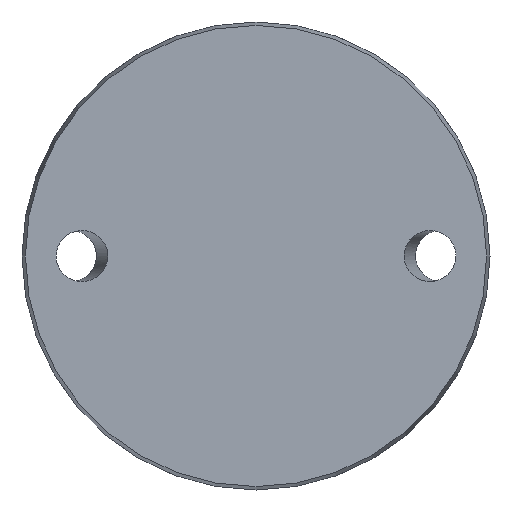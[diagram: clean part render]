
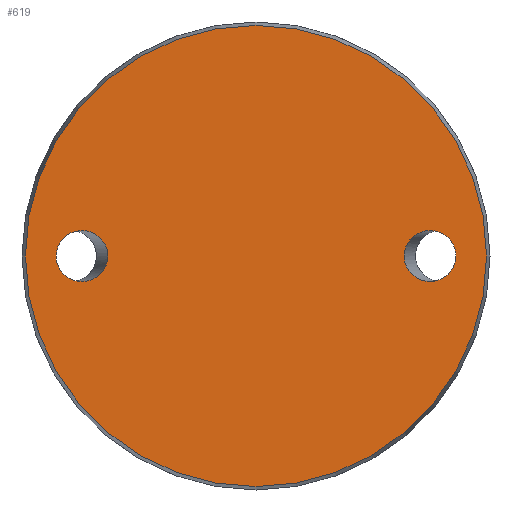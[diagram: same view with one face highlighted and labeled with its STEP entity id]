
A CAD part, front view. The second image highlights one B-rep face of the part: STEP entity #619.
In plain terms, the highlighted planar face has unit normal (0, -1, 0).
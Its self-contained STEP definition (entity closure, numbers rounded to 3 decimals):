
#2 = ORIENTED_EDGE ( 'NONE', *, *, #493, .T. ) ;
#12 = CARTESIAN_POINT ( 'NONE',  ( -33.309, 0., 0. ) ) ;
#18 = VERTEX_POINT ( 'NONE', #29 ) ;
#29 = CARTESIAN_POINT ( 'NONE',  ( -33.309, 0., 0. ) ) ;
#45 = CARTESIAN_POINT ( 'NONE',  ( 24.691, 0., -8.5 ) ) ;
#73 = CARTESIAN_POINT ( 'NONE',  ( -33.309, 0., -8.5 ) ) ;
#122 = EDGE_CURVE ( 'NONE', #18, #18, #500, .T. ) ;
#127 = CARTESIAN_POINT ( 'NONE',  ( 24.691, 0., 8.5 ) ) ;
#135 = DIRECTION ( 'NONE',  ( 0., 0., 1. ) ) ;
#145 = CARTESIAN_POINT ( 'NONE',  ( -24.691, 0., 0. ) ) ;
#149 = FACE_OUTER_BOUND ( 'NONE', #344, .T. ) ;
#173 = CARTESIAN_POINT ( 'NONE',  ( 0., 0., 0. ) ) ;
#187 = ORIENTED_EDGE ( 'NONE', *, *, #122, .T. ) ;
#204 = CARTESIAN_POINT ( 'NONE',  ( -33.309, 0., 0. ) ) ;
#243 = CARTESIAN_POINT ( 'NONE',  ( 33.309, 0., 8.5 ) ) ;
#251 = CARTESIAN_POINT ( 'NONE',  ( 0., 0., -38.425 ) ) ;
#272 = VERTEX_POINT ( 'NONE', #335 ) ;
#301 = VERTEX_POINT ( 'NONE', #251 ) ;
#309 = CARTESIAN_POINT ( 'NONE',  ( -38.425, 0., 0. ) ) ;
#330 = CARTESIAN_POINT ( 'NONE',  ( 33.309, 0., 0. ) ) ;
#335 = CARTESIAN_POINT ( 'NONE',  ( 33.309, 0., 0. ) ) ;
#344 = EDGE_LOOP ( 'NONE', ( #720 ) ) ;
#349 = FACE_BOUND ( 'NONE', #517, .T. ) ;
#361 = AXIS2_PLACEMENT_3D ( 'NONE', #309, #715, #135 ) ;
#396 = AXIS2_PLACEMENT_3D ( 'NONE', #173, #567, #443 ) ;
#407 = CARTESIAN_POINT ( 'NONE',  ( -33.309, 0., 8.5 ) ) ;
#409 = FACE_BOUND ( 'NONE', #459, .T. ) ;
#443 = DIRECTION ( 'NONE',  ( 0., 0., -1. ) ) ;
#450 = EDGE_CURVE ( 'NONE', #301, #301, #464, .T. ) ;
#459 = EDGE_LOOP ( 'NONE', ( #2 ) ) ;
#464 = CIRCLE ( 'NONE', #396, 38.425 ) ;
#475 = PLANE ( 'NONE',  #361 ) ;
#493 = EDGE_CURVE ( 'NONE', #272, #272, #580, .T. ) ;
#495 = CARTESIAN_POINT ( 'NONE',  ( 24.691, 0., 0. ) ) ;
#500 =( BOUNDED_CURVE ( )  B_SPLINE_CURVE ( 3, ( #204, #407, #652, #145, #711, #73, #12 ),
 .UNSPECIFIED., .T., .T. ) 
 B_SPLINE_CURVE_WITH_KNOTS ( ( 4, 3, 4 ),
 ( 0., 3.142, 6.283 ),
 .UNSPECIFIED. ) 
 CURVE ( )  GEOMETRIC_REPRESENTATION_ITEM ( )  RATIONAL_B_SPLINE_CURVE ( ( 1., 0.333, 0.333, 1., 0.333, 0.333, 1. ) ) 
 REPRESENTATION_ITEM ( '' )  );
#517 = EDGE_LOOP ( 'NONE', ( #187 ) ) ;
#521 = CARTESIAN_POINT ( 'NONE',  ( 33.309, 0., 0. ) ) ;
#551 = CARTESIAN_POINT ( 'NONE',  ( 33.309, 0., -8.5 ) ) ;
#567 = DIRECTION ( 'NONE',  ( 0., -1., 0. ) ) ;
#580 =( BOUNDED_CURVE ( )  B_SPLINE_CURVE ( 3, ( #330, #551, #45, #495, #127, #243, #521 ),
 .UNSPECIFIED., .T., .F. ) 
 B_SPLINE_CURVE_WITH_KNOTS ( ( 4, 3, 4 ),
 ( 0., 3.142, 6.283 ),
 .UNSPECIFIED. ) 
 CURVE ( )  GEOMETRIC_REPRESENTATION_ITEM ( )  RATIONAL_B_SPLINE_CURVE ( ( 1., 0.333, 0.333, 1., 0.333, 0.333, 1. ) ) 
 REPRESENTATION_ITEM ( '' )  );
#619 = ADVANCED_FACE ( 'NONE', ( #349, #409, #149 ), #475, .F. ) ;
#652 = CARTESIAN_POINT ( 'NONE',  ( -24.691, 0., 8.5 ) ) ;
#711 = CARTESIAN_POINT ( 'NONE',  ( -24.691, 0., -8.5 ) ) ;
#715 = DIRECTION ( 'NONE',  ( 0., 1., 0. ) ) ;
#720 = ORIENTED_EDGE ( 'NONE', *, *, #450, .T. ) ;
